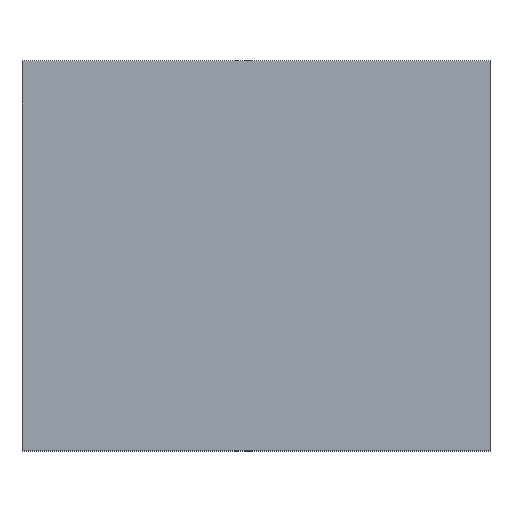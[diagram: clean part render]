
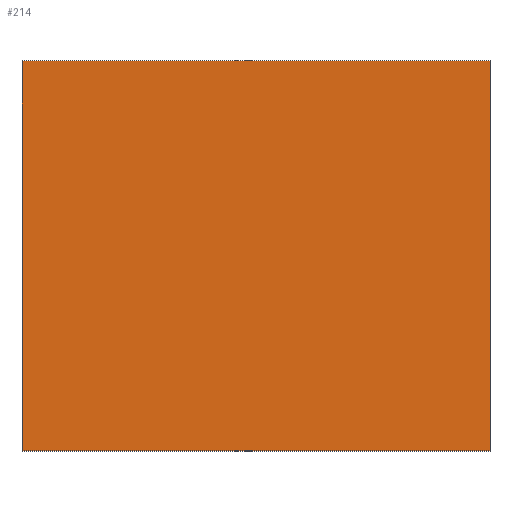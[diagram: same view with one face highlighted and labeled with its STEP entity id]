
A CAD part, top view. The second image highlights one B-rep face of the part: STEP entity #214.
In plain terms, the highlighted face is planar.
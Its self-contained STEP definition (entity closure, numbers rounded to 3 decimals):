
#87=DIRECTION('',(0.,0.,1.));
#88=VECTOR('',#87,2.5);
#89=CARTESIAN_POINT('',(-1.5,0.7,-1.25));
#90=LINE('',#89,#88);
#94=DIRECTION('',(-1.,0.,0.));
#95=VECTOR('',#94,3.);
#96=CARTESIAN_POINT('',(1.5,0.7,-1.25));
#97=LINE('',#96,#95);
#101=DIRECTION('',(0.,0.,-1.));
#102=VECTOR('',#101,2.5);
#103=CARTESIAN_POINT('',(1.5,0.7,1.25));
#104=LINE('',#103,#102);
#108=DIRECTION('',(1.,0.,0.));
#109=VECTOR('',#108,3.);
#110=CARTESIAN_POINT('',(-1.5,0.7,1.25));
#111=LINE('',#110,#109);
#123=CARTESIAN_POINT('',(-1.5,0.7,-1.25));
#124=CARTESIAN_POINT('',(-1.5,0.7,1.25));
#125=VERTEX_POINT('',#123);
#126=VERTEX_POINT('',#124);
#127=CARTESIAN_POINT('',(1.5,0.7,1.25));
#128=VERTEX_POINT('',#127);
#129=CARTESIAN_POINT('',(1.5,0.7,-1.25));
#130=VERTEX_POINT('',#129);
#203=CARTESIAN_POINT('',(0.,0.7,0.));
#204=DIRECTION('',(0.,1.,0.));
#205=DIRECTION('',(1.,0.,0.));
#206=AXIS2_PLACEMENT_3D('',#203,#204,#205);
#207=PLANE('',#206);
#208=ORIENTED_EDGE('',*,*,#155,.F.);
#209=ORIENTED_EDGE('',*,*,#170,.F.);
#210=ORIENTED_EDGE('',*,*,#184,.F.);
#211=ORIENTED_EDGE('',*,*,#197,.F.);
#212=EDGE_LOOP('',(#208,#209,#210,#211));
#213=FACE_OUTER_BOUND('',#212,.F.);
#214=ADVANCED_FACE('',(#213),#207,.T.);
#155=EDGE_CURVE('',#125,#126,#90,.T.);
#170=EDGE_CURVE('',#130,#125,#97,.T.);
#184=EDGE_CURVE('',#128,#130,#104,.T.);
#197=EDGE_CURVE('',#126,#128,#111,.T.);
